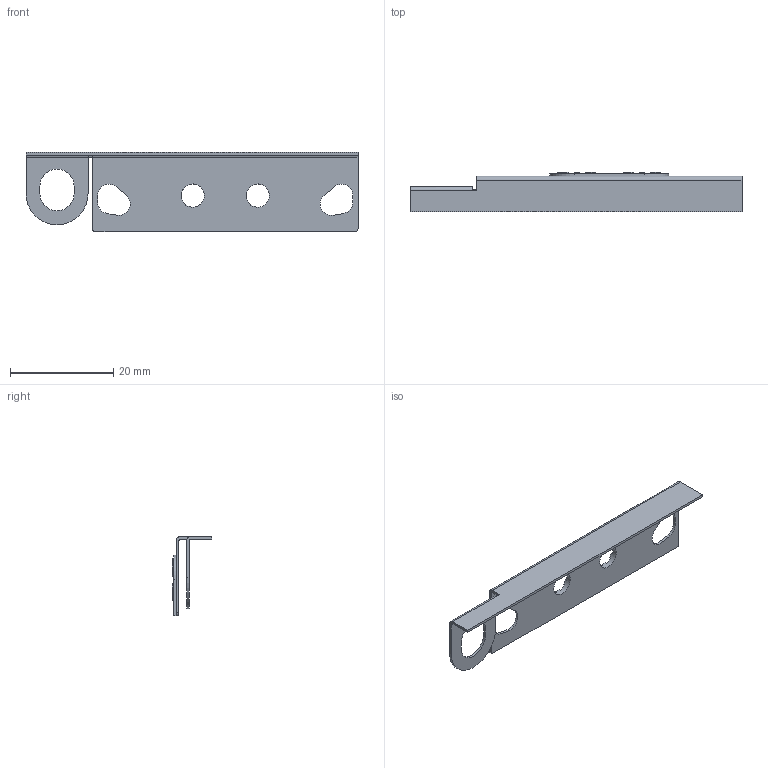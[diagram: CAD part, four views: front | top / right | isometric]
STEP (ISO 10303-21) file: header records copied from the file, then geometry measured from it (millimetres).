
FILE_DESCRIPTION(/* description */ ('STEP AP214'),/* implementation_level */ '2;1');
FILE_NAME(/* name */ '538892_CPX-EPFE-EV',/* time_stamp */ '2024-08-07T19:09:20+02:00',/* author */ ('License CC BY-ND 4.0'),/* organization */ ('CADENAS'),/* preprocessor_version */ 'ST-DEVELOPER v19.3',/* originating_system */ 'PARTsolutions',/* authorisation */ ' ');
FILE_SCHEMA (('AUTOMOTIVE_DESIGN {1 0 10303 214 3 1 1}'));
Length unit declared in the file: millimetre
Products named in the file (1): 538892 CPX-EPFE-EV
Bounding box: 64.25 x 7.7 x 15.3 mm (x, y, z)
Volume: 708.5 mm3; surface area: 2556.3 mm2
Topology: 1 solids, 1 shells, 117 faces, 343 edges, 228 vertices
Faces by surface type: plane 62, cylinder 55
Full cylindrical faces by diameter (mm): 4.5 x2
Entity records: 3956 total; most frequent: DIRECTION 708, CARTESIAN_POINT 683, ORIENTED_EDGE 678, EDGE_CURVE 339, AXIS2_PLACEMENT_3D 251, VERTEX_POINT 226, LINE 206, VECTOR 206
